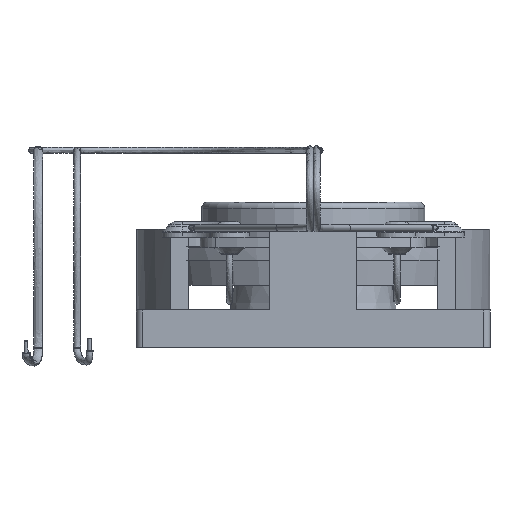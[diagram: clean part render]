
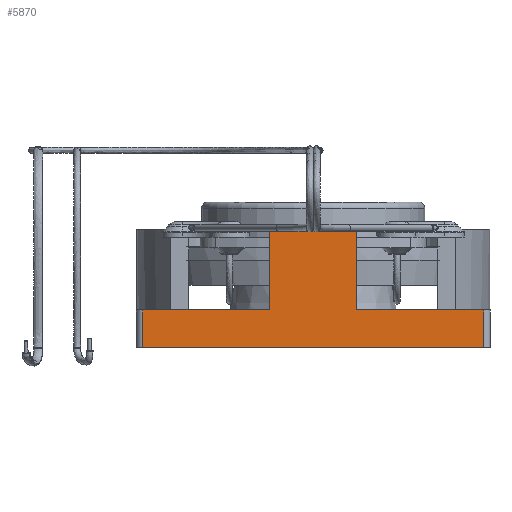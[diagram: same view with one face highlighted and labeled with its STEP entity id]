
A CAD part, front view. The second image highlights one B-rep face of the part: STEP entity #5870.
In plain terms, the highlighted planar face has unit normal (0, -1, 0).
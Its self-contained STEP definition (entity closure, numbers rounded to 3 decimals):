
#320=PLANE('',#6638);
#751=FACE_OUTER_BOUND('',#1138,.T.);
#1138=EDGE_LOOP('',(#4976,#4977,#4978,#4979,#4980,#4981,#4982,#4983));
#1667=LINE('',#8928,#1976);
#1691=LINE('',#9009,#2000);
#1763=LINE('',#9570,#2072);
#1826=LINE('',#10835,#2135);
#1829=LINE('',#10860,#2138);
#1834=LINE('',#10877,#2143);
#1941=LINE('',#11810,#2250);
#1942=LINE('',#11812,#2251);
#1976=VECTOR('',#6786,10.);
#2000=VECTOR('',#6862,10.);
#2072=VECTOR('',#7314,10.);
#2135=VECTOR('',#7675,10.);
#2138=VECTOR('',#7700,10.);
#2143=VECTOR('',#7715,10.);
#2250=VECTOR('',#8330,10.);
#2251=VECTOR('',#8333,10.);
#2291=VERTEX_POINT('',#8924);
#2293=VERTEX_POINT('',#8927);
#2324=VERTEX_POINT('',#9007);
#2445=VERTEX_POINT('',#9568);
#2552=VERTEX_POINT('',#10834);
#2563=VERTEX_POINT('',#10858);
#2570=VERTEX_POINT('',#10875);
#2720=VERTEX_POINT('',#11808);
#2796=EDGE_CURVE('',#2293,#2291,#1667,.T.);
#2837=EDGE_CURVE('',#2293,#2324,#1691,.T.);
#3033=EDGE_CURVE('',#2445,#2291,#1763,.T.);
#3215=EDGE_CURVE('',#2552,#2445,#1826,.T.);
#3228=EDGE_CURVE('',#2563,#2552,#1829,.T.);
#3237=EDGE_CURVE('',#2563,#2570,#1834,.T.);
#3502=EDGE_CURVE('',#2570,#2720,#1941,.T.);
#3503=EDGE_CURVE('',#2720,#2324,#1942,.T.);
#4976=ORIENTED_EDGE('',*,*,#3215,.F.);
#4977=ORIENTED_EDGE('',*,*,#3228,.F.);
#4978=ORIENTED_EDGE('',*,*,#3237,.T.);
#4979=ORIENTED_EDGE('',*,*,#3502,.T.);
#4980=ORIENTED_EDGE('',*,*,#3503,.T.);
#4981=ORIENTED_EDGE('',*,*,#2837,.F.);
#4982=ORIENTED_EDGE('',*,*,#2796,.T.);
#4983=ORIENTED_EDGE('',*,*,#3033,.F.);
#5870=ADVANCED_FACE('',(#751),#320,.T.);
#6638=AXIS2_PLACEMENT_3D('',#11835,#8369,#8370);
#6786=DIRECTION('',(-1.,0.,0.));
#6862=DIRECTION('',(0.,0.,1.));
#7314=DIRECTION('',(0.,0.,1.));
#7675=DIRECTION('',(-1.,0.,0.));
#7700=DIRECTION('',(0.,0.,-1.));
#7715=DIRECTION('',(-1.,0.,0.));
#8330=DIRECTION('',(0.,0.,1.));
#8333=DIRECTION('',(-1.,0.,0.));
#8369=DIRECTION('center_axis',(0.,-1.,0.));
#8370=DIRECTION('ref_axis',(0.,0.,-1.));
#8924=CARTESIAN_POINT('',(-13.75,-20.,3.));
#8927=CARTESIAN_POINT('',(-3.5,-20.,3.));
#8928=CARTESIAN_POINT('',(14.25,-20.,3.));
#9007=CARTESIAN_POINT('',(-3.5,-20.,9.5));
#9009=CARTESIAN_POINT('',(-3.5,-20.,3.));
#9568=CARTESIAN_POINT('',(-13.75,-20.,0.));
#9570=CARTESIAN_POINT('',(-13.75,-20.,0.));
#10834=CARTESIAN_POINT('',(13.75,-20.,0.));
#10835=CARTESIAN_POINT('',(14.25,-20.,0.));
#10858=CARTESIAN_POINT('',(13.75,-20.,3.));
#10860=CARTESIAN_POINT('',(13.75,-20.,0.));
#10875=CARTESIAN_POINT('',(3.5,-20.,3.));
#10877=CARTESIAN_POINT('',(14.25,-20.,3.));
#11808=CARTESIAN_POINT('',(3.5,-20.,9.5));
#11810=CARTESIAN_POINT('',(3.5,-20.,3.));
#11812=CARTESIAN_POINT('',(-3.5,-20.,9.5));
#11835=CARTESIAN_POINT('Origin',(14.25,-20.,0.));
